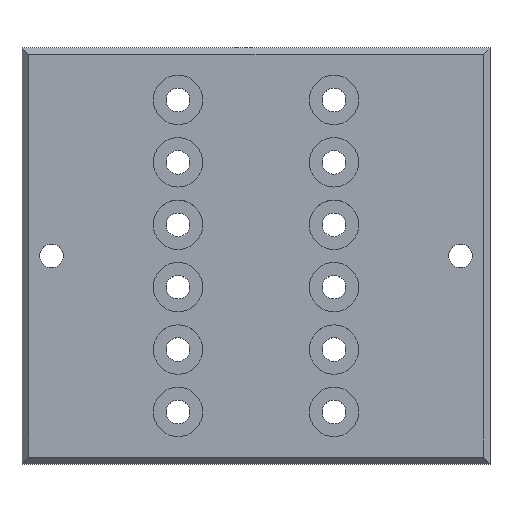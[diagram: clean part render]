
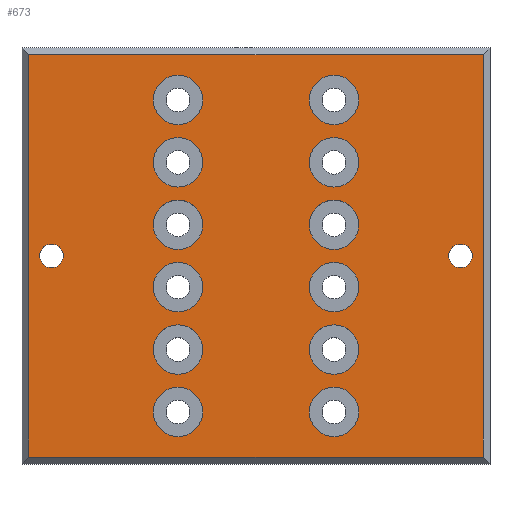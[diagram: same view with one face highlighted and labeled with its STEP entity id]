
A CAD part, top view. The second image highlights one B-rep face of the part: STEP entity #673.
In plain terms, the highlighted planar face has unit normal (0, 0, 1).
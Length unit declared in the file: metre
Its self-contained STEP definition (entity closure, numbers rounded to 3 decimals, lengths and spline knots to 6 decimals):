
#60=CIRCLE('',#749,0.007125);
#61=CIRCLE('',#750,0.007125);
#62=CIRCLE('',#751,0.007125);
#63=CIRCLE('',#752,0.007125);
#64=CIRCLE('',#753,0.007125);
#65=CIRCLE('',#754,0.007125);
#66=CIRCLE('',#755,0.007125);
#67=CIRCLE('',#756,0.007125);
#68=CIRCLE('',#757,0.007125);
#69=CIRCLE('',#758,0.007125);
#70=CIRCLE('',#759,0.007125);
#71=CIRCLE('',#760,0.007125);
#72=CIRCLE('',#761,0.0034);
#73=CIRCLE('',#762,0.0034);
#132=ORIENTED_EDGE('',*,*,#268,.T.);
#133=ORIENTED_EDGE('',*,*,#269,.T.);
#134=ORIENTED_EDGE('',*,*,#270,.T.);
#135=ORIENTED_EDGE('',*,*,#271,.T.);
#136=ORIENTED_EDGE('',*,*,#272,.F.);
#137=ORIENTED_EDGE('',*,*,#273,.F.);
#138=ORIENTED_EDGE('',*,*,#274,.F.);
#139=ORIENTED_EDGE('',*,*,#275,.F.);
#140=ORIENTED_EDGE('',*,*,#276,.F.);
#141=ORIENTED_EDGE('',*,*,#277,.F.);
#142=ORIENTED_EDGE('',*,*,#278,.F.);
#143=ORIENTED_EDGE('',*,*,#279,.F.);
#144=ORIENTED_EDGE('',*,*,#280,.F.);
#145=ORIENTED_EDGE('',*,*,#281,.F.);
#146=ORIENTED_EDGE('',*,*,#282,.F.);
#147=ORIENTED_EDGE('',*,*,#283,.F.);
#148=ORIENTED_EDGE('',*,*,#284,.F.);
#149=ORIENTED_EDGE('',*,*,#285,.F.);
#268=EDGE_CURVE('',#336,#337,#390,.T.);
#269=EDGE_CURVE('',#337,#338,#391,.T.);
#270=EDGE_CURVE('',#338,#339,#392,.T.);
#271=EDGE_CURVE('',#339,#336,#393,.T.);
#272=EDGE_CURVE('',#340,#340,#60,.T.);
#273=EDGE_CURVE('',#341,#341,#61,.T.);
#274=EDGE_CURVE('',#342,#342,#62,.T.);
#275=EDGE_CURVE('',#343,#343,#63,.T.);
#276=EDGE_CURVE('',#344,#344,#64,.T.);
#277=EDGE_CURVE('',#345,#345,#65,.T.);
#278=EDGE_CURVE('',#346,#346,#66,.T.);
#279=EDGE_CURVE('',#347,#347,#67,.T.);
#280=EDGE_CURVE('',#348,#348,#68,.T.);
#281=EDGE_CURVE('',#349,#349,#69,.T.);
#282=EDGE_CURVE('',#350,#350,#70,.T.);
#283=EDGE_CURVE('',#351,#351,#71,.T.);
#284=EDGE_CURVE('',#352,#352,#72,.T.);
#285=EDGE_CURVE('',#353,#353,#73,.T.);
#336=VERTEX_POINT('',#1107);
#337=VERTEX_POINT('',#1108);
#338=VERTEX_POINT('',#1110);
#339=VERTEX_POINT('',#1112);
#340=VERTEX_POINT('',#1115);
#341=VERTEX_POINT('',#1117);
#342=VERTEX_POINT('',#1119);
#343=VERTEX_POINT('',#1121);
#344=VERTEX_POINT('',#1123);
#345=VERTEX_POINT('',#1125);
#346=VERTEX_POINT('',#1127);
#347=VERTEX_POINT('',#1129);
#348=VERTEX_POINT('',#1131);
#349=VERTEX_POINT('',#1133);
#350=VERTEX_POINT('',#1135);
#351=VERTEX_POINT('',#1137);
#352=VERTEX_POINT('',#1139);
#353=VERTEX_POINT('',#1141);
#390=LINE('',#1106,#410);
#391=LINE('',#1109,#411);
#392=LINE('',#1111,#412);
#393=LINE('',#1113,#413);
#410=VECTOR('',#883,1.);
#411=VECTOR('',#884,1.);
#412=VECTOR('',#885,1.);
#413=VECTOR('',#886,1.);
#437=EDGE_LOOP('',(#132,#133,#134,#135));
#438=EDGE_LOOP('',(#136));
#439=EDGE_LOOP('',(#137));
#440=EDGE_LOOP('',(#138));
#441=EDGE_LOOP('',(#139));
#442=EDGE_LOOP('',(#140));
#443=EDGE_LOOP('',(#141));
#444=EDGE_LOOP('',(#142));
#445=EDGE_LOOP('',(#143));
#446=EDGE_LOOP('',(#144));
#447=EDGE_LOOP('',(#145));
#448=EDGE_LOOP('',(#146));
#449=EDGE_LOOP('',(#147));
#450=EDGE_LOOP('',(#148));
#451=EDGE_LOOP('',(#149));
#551=FACE_BOUND('',#437,.T.);
#552=FACE_BOUND('',#438,.T.);
#553=FACE_BOUND('',#439,.T.);
#554=FACE_BOUND('',#440,.T.);
#555=FACE_BOUND('',#441,.T.);
#556=FACE_BOUND('',#442,.T.);
#557=FACE_BOUND('',#443,.T.);
#558=FACE_BOUND('',#444,.T.);
#559=FACE_BOUND('',#445,.T.);
#560=FACE_BOUND('',#446,.T.);
#561=FACE_BOUND('',#447,.T.);
#562=FACE_BOUND('',#448,.T.);
#563=FACE_BOUND('',#449,.T.);
#564=FACE_BOUND('',#450,.T.);
#565=FACE_BOUND('',#451,.T.);
#651=PLANE('',#748);
#673=ADVANCED_FACE('',(#551,#552,#553,#554,#555,#556,#557,#558,#559,#560,
#561,#562,#563,#564,#565),#651,.T.);
#748=AXIS2_PLACEMENT_3D('',#1105,#881,#882);
#749=AXIS2_PLACEMENT_3D('',#1114,#887,#888);
#750=AXIS2_PLACEMENT_3D('',#1116,#889,#890);
#751=AXIS2_PLACEMENT_3D('',#1118,#891,#892);
#752=AXIS2_PLACEMENT_3D('',#1120,#893,#894);
#753=AXIS2_PLACEMENT_3D('',#1122,#895,#896);
#754=AXIS2_PLACEMENT_3D('',#1124,#897,#898);
#755=AXIS2_PLACEMENT_3D('',#1126,#899,#900);
#756=AXIS2_PLACEMENT_3D('',#1128,#901,#902);
#757=AXIS2_PLACEMENT_3D('',#1130,#903,#904);
#758=AXIS2_PLACEMENT_3D('',#1132,#905,#906);
#759=AXIS2_PLACEMENT_3D('',#1134,#907,#908);
#760=AXIS2_PLACEMENT_3D('',#1136,#909,#910);
#761=AXIS2_PLACEMENT_3D('',#1138,#911,#912);
#762=AXIS2_PLACEMENT_3D('',#1140,#913,#914);
#881=DIRECTION('',(0.,0.,1.));
#882=DIRECTION('',(1.,0.,0.));
#883=DIRECTION('',(0.,-1.,0.));
#884=DIRECTION('',(1.,0.,0.));
#885=DIRECTION('',(0.,1.,0.));
#886=DIRECTION('',(-1.,0.,0.));
#887=DIRECTION('',(0.,0.,1.));
#888=DIRECTION('',(1.,0.,0.));
#889=DIRECTION('',(0.,0.,1.));
#890=DIRECTION('',(1.,0.,0.));
#891=DIRECTION('',(0.,0.,1.));
#892=DIRECTION('',(1.,0.,0.));
#893=DIRECTION('',(0.,0.,1.));
#894=DIRECTION('',(1.,0.,0.));
#895=DIRECTION('',(0.,0.,1.));
#896=DIRECTION('',(1.,0.,0.));
#897=DIRECTION('',(0.,0.,1.));
#898=DIRECTION('',(1.,0.,0.));
#899=DIRECTION('',(0.,0.,1.));
#900=DIRECTION('',(1.,0.,0.));
#901=DIRECTION('',(0.,0.,1.));
#902=DIRECTION('',(1.,0.,0.));
#903=DIRECTION('',(0.,0.,1.));
#904=DIRECTION('',(1.,0.,0.));
#905=DIRECTION('',(0.,0.,1.));
#906=DIRECTION('',(1.,0.,0.));
#907=DIRECTION('',(0.,0.,1.));
#908=DIRECTION('',(1.,0.,0.));
#909=DIRECTION('',(0.,0.,1.));
#910=DIRECTION('',(1.,0.,0.));
#911=DIRECTION('',(0.,0.,1.));
#912=DIRECTION('',(1.,0.,0.));
#913=DIRECTION('',(0.,0.,1.));
#914=DIRECTION('',(1.,0.,0.));
#1105=CARTESIAN_POINT('',(0.,0.,0.));
#1106=CARTESIAN_POINT('',(-0.0655,0.,0.));
#1107=CARTESIAN_POINT('',(-0.0655,0.058,0.));
#1108=CARTESIAN_POINT('',(-0.0655,-0.058,0.));
#1109=CARTESIAN_POINT('',(0.,-0.058,0.));
#1110=CARTESIAN_POINT('',(0.0655,-0.058,0.));
#1111=CARTESIAN_POINT('',(0.0655,0.06,0.));
#1112=CARTESIAN_POINT('',(0.0655,0.058,0.));
#1113=CARTESIAN_POINT('',(-0.0675,0.058,0.));
#1114=CARTESIAN_POINT('',(0.0225,0.009,0.));
#1115=CARTESIAN_POINT('',(0.029625,0.009,0.));
#1116=CARTESIAN_POINT('',(-0.0225,-0.009,0.));
#1117=CARTESIAN_POINT('',(-0.015375,-0.009,0.));
#1118=CARTESIAN_POINT('',(0.0225,-0.009,0.));
#1119=CARTESIAN_POINT('',(0.029625,-0.009,0.));
#1120=CARTESIAN_POINT('',(-0.0225,-0.027,0.));
#1121=CARTESIAN_POINT('',(-0.015375,-0.027,0.));
#1122=CARTESIAN_POINT('',(-0.0225,0.009,0.));
#1123=CARTESIAN_POINT('',(-0.015375,0.009,0.));
#1124=CARTESIAN_POINT('',(-0.0225,0.027,0.));
#1125=CARTESIAN_POINT('',(-0.015375,0.027,0.));
#1126=CARTESIAN_POINT('',(0.0225,0.027,0.));
#1127=CARTESIAN_POINT('',(0.029625,0.027,0.));
#1128=CARTESIAN_POINT('',(0.0225,0.045,0.));
#1129=CARTESIAN_POINT('',(0.029625,0.045,0.));
#1130=CARTESIAN_POINT('',(0.0225,-0.045,0.));
#1131=CARTESIAN_POINT('',(0.029625,-0.045,0.));
#1132=CARTESIAN_POINT('',(-0.0225,-0.045,0.));
#1133=CARTESIAN_POINT('',(-0.015375,-0.045,0.));
#1134=CARTESIAN_POINT('',(0.0225,-0.027,0.));
#1135=CARTESIAN_POINT('',(0.029625,-0.027,0.));
#1136=CARTESIAN_POINT('',(-0.0225,0.045,0.));
#1137=CARTESIAN_POINT('',(-0.015375,0.045,0.));
#1138=CARTESIAN_POINT('',(-0.059,0.,0.));
#1139=CARTESIAN_POINT('',(-0.0556,0.,0.));
#1140=CARTESIAN_POINT('',(0.059,0.,0.));
#1141=CARTESIAN_POINT('',(0.0624,0.,0.));
